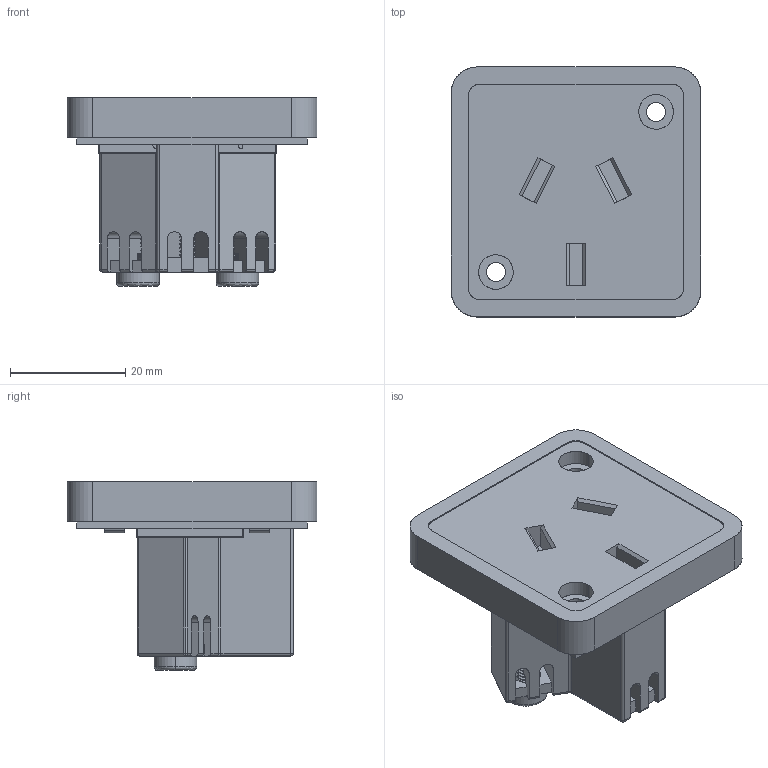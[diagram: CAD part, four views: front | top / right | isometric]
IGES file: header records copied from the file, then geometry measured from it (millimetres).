
Start section: SolidWorks IGES file using analytic representation for surfaces
Global section: file name: 88040290.IGS; native system: SolidWorks 2015; preprocessor: SolidWorks 2015; author: DGoodwin; date: 160715.081949; units: inch
Bounding box: 43.4 x 43.4 x 32.8 mm (x, y, z)
Surface area: 11965.3 mm2 (no closed solid volume)
Topology: 0 solids, 0 shells, 560 faces, 7254 edges, 7238 vertices
Faces by surface type: bspline 280, revolution 280
